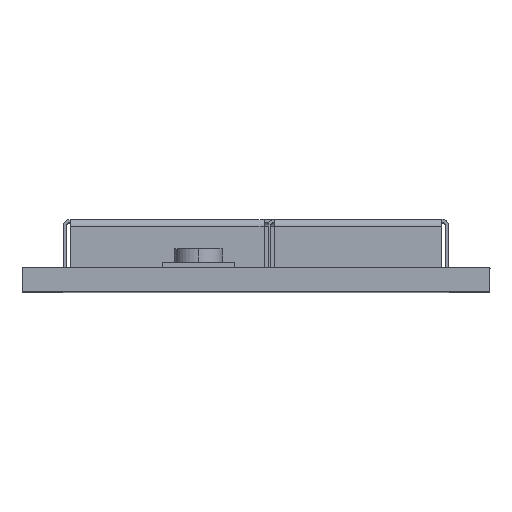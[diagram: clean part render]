
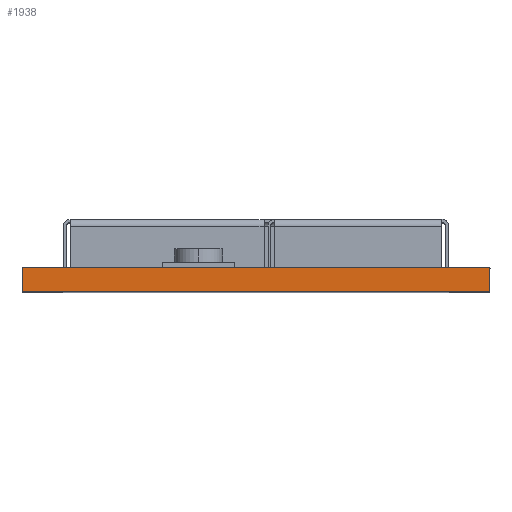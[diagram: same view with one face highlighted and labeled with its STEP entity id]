
A CAD part, top view. The second image highlights one B-rep face of the part: STEP entity #1938.
In plain terms, the highlighted planar face has unit normal (0, 0, 1).
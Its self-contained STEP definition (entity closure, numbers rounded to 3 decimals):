
#1233 = DIRECTION ( 'NONE',  ( 0., -1., 0. ) ) ;
#1391 = VECTOR ( 'NONE', #1999, 1000. ) ;
#1938 = ADVANCED_FACE ( 'NONE', ( #19704 ), #22583, .F. ) ;
#1999 = DIRECTION ( 'NONE',  ( 1., 0., 0. ) ) ;
#3837 = EDGE_CURVE ( 'NONE', #13182, #8146, #11783, .T. ) ;
#5018 = CARTESIAN_POINT ( 'NONE',  ( 8.75, 0.9, 14.35 ) ) ;
#5079 = ORIENTED_EDGE ( 'NONE', *, *, #14279, .T. ) ;
#5347 = VERTEX_POINT ( 'NONE', #7833 ) ;
#6315 = LINE ( 'NONE', #9259, #1391 ) ;
#6415 = CARTESIAN_POINT ( 'NONE',  ( -8.75, 0.9, 14.35 ) ) ;
#6556 = CARTESIAN_POINT ( 'NONE',  ( 8.75, 0.9, 14.35 ) ) ;
#7807 = DIRECTION ( 'NONE',  ( 0., 0., -1. ) ) ;
#7833 = CARTESIAN_POINT ( 'NONE',  ( 8.75, 0., 14.35 ) ) ;
#8146 = VERTEX_POINT ( 'NONE', #5018 ) ;
#8430 = ORIENTED_EDGE ( 'NONE', *, *, #14420, .T. ) ;
#9259 = CARTESIAN_POINT ( 'NONE',  ( -8.75, 0., 14.35 ) ) ;
#10367 = EDGE_LOOP ( 'NONE', ( #5079, #11214, #12326, #8430 ) ) ;
#10639 = AXIS2_PLACEMENT_3D ( 'NONE', #22751, #7807, #20781 ) ;
#11214 = ORIENTED_EDGE ( 'NONE', *, *, #15175, .F. ) ;
#11261 = CARTESIAN_POINT ( 'NONE',  ( -8.75, 0., 14.35 ) ) ;
#11783 = LINE ( 'NONE', #6415, #12060 ) ;
#12060 = VECTOR ( 'NONE', #15731, 1000. ) ;
#12326 = ORIENTED_EDGE ( 'NONE', *, *, #3837, .F. ) ;
#13182 = VERTEX_POINT ( 'NONE', #23657 ) ;
#14279 = EDGE_CURVE ( 'NONE', #21983, #5347, #6315, .T. ) ;
#14420 = EDGE_CURVE ( 'NONE', #13182, #21983, #23780, .T. ) ;
#15175 = EDGE_CURVE ( 'NONE', #8146, #5347, #15581, .T. ) ;
#15581 = LINE ( 'NONE', #6556, #16154 ) ;
#15731 = DIRECTION ( 'NONE',  ( 1., 0., 0. ) ) ;
#16154 = VECTOR ( 'NONE', #1233, 1000. ) ;
#18796 = VECTOR ( 'NONE', #22506, 1000. ) ;
#19704 = FACE_OUTER_BOUND ( 'NONE', #10367, .T. ) ;
#20625 = CARTESIAN_POINT ( 'NONE',  ( -8.75, 0.9, 14.35 ) ) ;
#20781 = DIRECTION ( 'NONE',  ( -1., 0., 0. ) ) ;
#21983 = VERTEX_POINT ( 'NONE', #11261 ) ;
#22506 = DIRECTION ( 'NONE',  ( 0., -1., 0. ) ) ;
#22583 = PLANE ( 'NONE',  #10639 ) ;
#22751 = CARTESIAN_POINT ( 'NONE',  ( -8.75, 0.9, 14.35 ) ) ;
#23657 = CARTESIAN_POINT ( 'NONE',  ( -8.75, 0.9, 14.35 ) ) ;
#23780 = LINE ( 'NONE', #20625, #18796 ) ;
